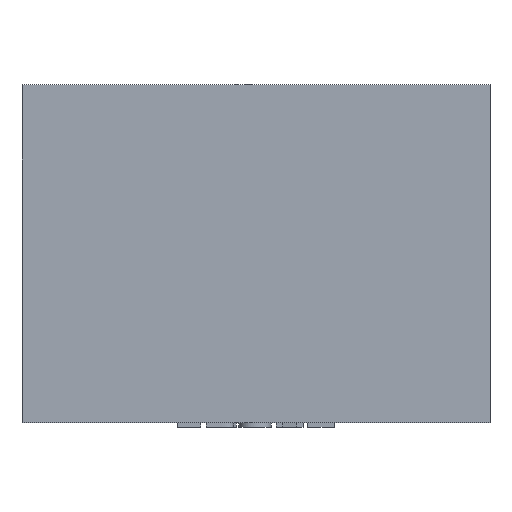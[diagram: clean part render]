
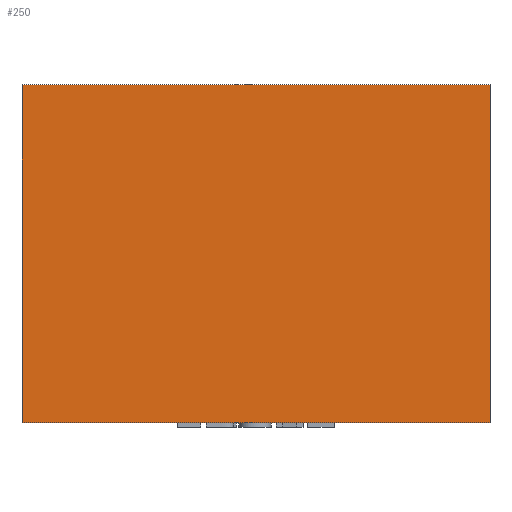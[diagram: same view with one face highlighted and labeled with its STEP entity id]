
A CAD part, top view. The second image highlights one B-rep face of the part: STEP entity #250.
In plain terms, the highlighted planar face has unit normal (0, 0, 1).
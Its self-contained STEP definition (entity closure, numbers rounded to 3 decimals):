
#250 = ADVANCED_FACE( '', ( #670 ), #671, .F. );
#670 = FACE_OUTER_BOUND( '', #3142, .T. );
#671 = PLANE( '', #3143 );
#3142 = EDGE_LOOP( '', ( #4588, #4589, #4590, #4591 ) );
#3143 = AXIS2_PLACEMENT_3D( '', #4592, #4593, #4594 );
#4588 = ORIENTED_EDGE( '', *, *, #4830, .T. );
#4589 = ORIENTED_EDGE( '', *, *, #4598, .F. );
#4590 = ORIENTED_EDGE( '', *, *, #5022, .F. );
#4591 = ORIENTED_EDGE( '', *, *, #5069, .T. );
#4592 = CARTESIAN_POINT( '', ( 171.45, -123.825, 53.975 ) );
#4593 = DIRECTION( '', ( 0., 0., -1. ) );
#4594 = DIRECTION( '', ( -1., 0., 0. ) );
#4598 = EDGE_CURVE( '', #5075, #5070, #5077, .T. );
#4830 = EDGE_CURVE( '', #5481, #5070, #5482, .T. );
#5022 = EDGE_CURVE( '', #5759, #5075, #5761, .T. );
#5069 = EDGE_CURVE( '', #5759, #5481, #5826, .T. );
#5070 = VERTEX_POINT( '', #5827 );
#5075 = VERTEX_POINT( '', #5834 );
#5077 = LINE( '', #5837, #5838 );
#5481 = VERTEX_POINT( '', #6997 );
#5482 = LINE( '', #6998, #6999 );
#5759 = VERTEX_POINT( '', #7735 );
#5761 = LINE( '', #7738, #7739 );
#5826 = LINE( '', #7850, #7851 );
#5827 = CARTESIAN_POINT( '', ( -171.45, 123.825, 53.975 ) );
#5834 = CARTESIAN_POINT( '', ( -171.45, -123.825, 53.975 ) );
#5837 = CARTESIAN_POINT( '', ( -171.45, -123.825, 53.975 ) );
#5838 = VECTOR( '', #7855, 1000. );
#6997 = CARTESIAN_POINT( '', ( 171.45, 123.825, 53.975 ) );
#6998 = CARTESIAN_POINT( '', ( 171.45, 123.825, 53.975 ) );
#6999 = VECTOR( '', #8152, 1000. );
#7735 = CARTESIAN_POINT( '', ( 171.45, -123.825, 53.975 ) );
#7738 = CARTESIAN_POINT( '', ( 171.45, -123.825, 53.975 ) );
#7739 = VECTOR( '', #8415, 1000. );
#7850 = CARTESIAN_POINT( '', ( 171.45, -123.825, 53.975 ) );
#7851 = VECTOR( '', #8444, 1000. );
#7855 = DIRECTION( '', ( 0., 1., 0. ) );
#8152 = DIRECTION( '', ( -1., 0., 0. ) );
#8415 = DIRECTION( '', ( -1., 0., 0. ) );
#8444 = DIRECTION( '', ( 0., 1., 0. ) );
